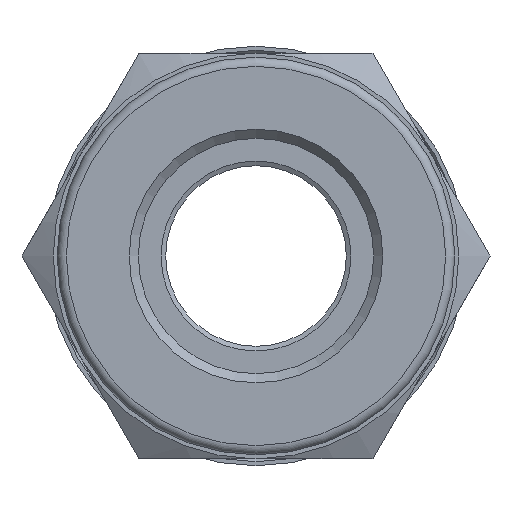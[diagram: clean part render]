
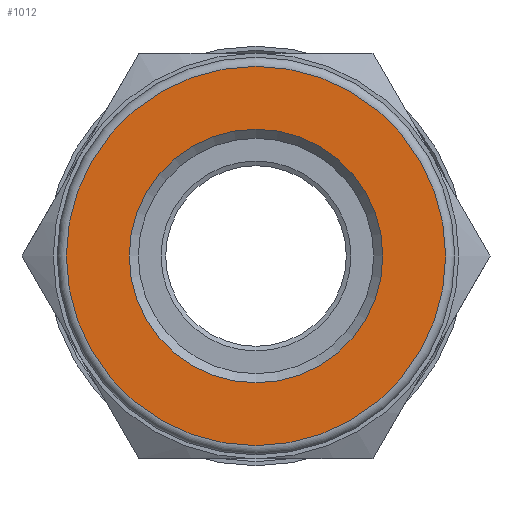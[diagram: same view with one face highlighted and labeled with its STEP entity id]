
A CAD part, left-side view. The second image highlights one B-rep face of the part: STEP entity #1012.
In plain terms, the highlighted planar face has unit normal (-1, 0, 0).
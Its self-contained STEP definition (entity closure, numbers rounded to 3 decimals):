
#66=FACE_BOUND('',#236,.T.);
#93=CIRCLE('',#1122,6.95);
#94=CIRCLE('',#1124,10.4);
#162=FACE_OUTER_BOUND('',#235,.T.);
#235=EDGE_LOOP('',(#767));
#236=EDGE_LOOP('',(#768));
#457=VERTEX_POINT('',#1689);
#458=VERTEX_POINT('',#1693);
#570=EDGE_CURVE('',#457,#457,#93,.T.);
#571=EDGE_CURVE('',#458,#458,#94,.T.);
#767=ORIENTED_EDGE('',*,*,#571,.F.);
#768=ORIENTED_EDGE('',*,*,#570,.T.);
#976=PLANE('',#1123);
#1012=ADVANCED_FACE('',(#162,#66),#976,.T.);
#1122=AXIS2_PLACEMENT_3D('',#1691,#1324,#1325);
#1123=AXIS2_PLACEMENT_3D('',#1692,#1326,#1327);
#1124=AXIS2_PLACEMENT_3D('',#1694,#1328,#1329);
#1324=DIRECTION('center_axis',(1.,0.,0.));
#1325=DIRECTION('ref_axis',(0.,0.,-1.));
#1326=DIRECTION('center_axis',(-1.,0.,0.));
#1327=DIRECTION('ref_axis',(0.,0.,1.));
#1328=DIRECTION('center_axis',(1.,0.,0.));
#1329=DIRECTION('ref_axis',(0.,0.,-1.));
#1689=CARTESIAN_POINT('',(-0.004,-6.95,0.));
#1691=CARTESIAN_POINT('Origin',(-0.004,0.,
0.));
#1692=CARTESIAN_POINT('Origin',(-0.004,10.4,0.));
#1693=CARTESIAN_POINT('',(-0.004,0.,10.4));
#1694=CARTESIAN_POINT('Origin',(-0.004,0.,
0.));
